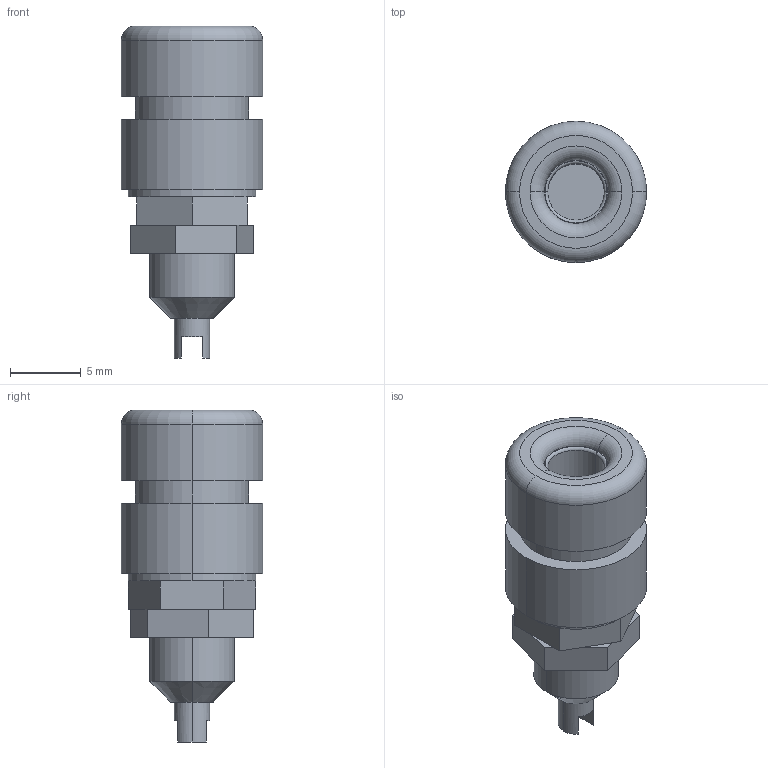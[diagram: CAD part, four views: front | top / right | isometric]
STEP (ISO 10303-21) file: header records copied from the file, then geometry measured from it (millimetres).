
FILE_DESCRIPTION((''),'2;1');
FILE_NAME('SKS-HIRSCHMANN_930 176-100.stp','2009-09-29T17:28:37',(''),(''),'Mechanical Desktop 2006','Mechanical Desktop 2006',', , ');
FILE_SCHEMA(('AUTOMOTIVE_DESIGN { 1 2 10303 214 0 1 1 1 }'));
Length unit declared in the file: millimetre
Products named in the file (1): Product
Bounding box: 10 x 10 x 23.5 mm (x, y, z)
Volume: 969.4 mm3; surface area: 1837.2 mm2
Topology: 11 solids, 11 shells, 85 faces, 184 edges, 126 vertices
Faces by surface type: plane 39, cylinder 38, torus 6, cone 2
Entity records: 2448 total; most frequent: DIRECTION 452, CARTESIAN_POINT 390, ORIENTED_EDGE 356, AXIS2_PLACEMENT_3D 182, EDGE_CURVE 178, VERTEX_POINT 116, EDGE_LOOP 104, CIRCLE 96
